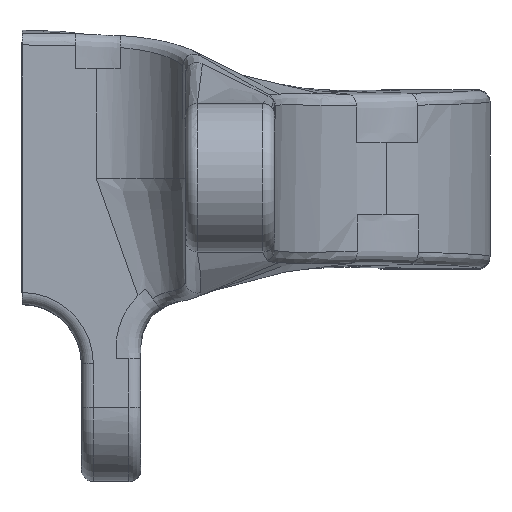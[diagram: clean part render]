
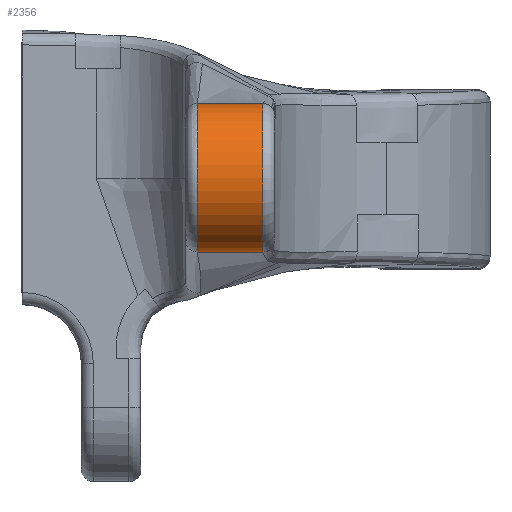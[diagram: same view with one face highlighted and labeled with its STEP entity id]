
A CAD part, top view. The second image highlights one B-rep face of the part: STEP entity #2356.
In plain terms, the highlighted cylindrical face has radius 25 mm (diameter 50 mm), a partial arc.
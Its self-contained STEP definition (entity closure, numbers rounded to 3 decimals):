
#728 = EDGE_LOOP ( 'NONE', ( #5971, #12943, #9317, #14142 ) ) ;
#799 = DIRECTION ( 'NONE',  ( -1., 0., 0. ) ) ;
#1526 = CARTESIAN_POINT ( 'NONE',  ( 73.666, -25., 0. ) ) ;
#2252 = AXIS2_PLACEMENT_3D ( 'NONE', #13025, #5002, #14323 ) ;
#2356 = ADVANCED_FACE ( 'NONE', ( #13963 ), #17143, .T. ) ;
#2674 = DIRECTION ( 'NONE',  ( 0., 0., -1. ) ) ;
#3064 = CARTESIAN_POINT ( 'NONE',  ( 58.999, -25., 0. ) ) ;
#4018 = EDGE_CURVE ( 'NONE', #10994, #14543, #4095, .T. ) ;
#4095 = CIRCLE ( 'NONE', #2252, 25. ) ;
#4138 = CARTESIAN_POINT ( 'NONE',  ( 66.332, -25., 0. ) ) ;
#4364 = CARTESIAN_POINT ( 'NONE',  ( 81., -25., 0. ) ) ;
#4681 = EDGE_CURVE ( 'NONE', #14543, #10649, #15643, .T. ) ;
#5002 = DIRECTION ( 'NONE',  ( -1., 0., 0. ) ) ;
#5793 = DIRECTION ( 'NONE',  ( 0., 0., -1. ) ) ;
#5971 = ORIENTED_EDGE ( 'NONE', *, *, #16416, .T. ) ;
#6022 = CARTESIAN_POINT ( 'NONE',  ( 70., 25., 0. ) ) ;
#6970 = DIRECTION ( 'NONE',  ( 1., 0., 0. ) ) ;
#7222 = VECTOR ( 'NONE', #799, 1000. ) ;
#8083 = CARTESIAN_POINT ( 'NONE',  ( 0., 0., 0. ) ) ;
#8571 = CARTESIAN_POINT ( 'NONE',  ( 59., 25., 0. ) ) ;
#9317 = ORIENTED_EDGE ( 'NONE', *, *, #4681, .T. ) ;
#10649 = VERTEX_POINT ( 'NONE', #8571 ) ;
#10711 = DIRECTION ( 'NONE',  ( 1., 0., 0. ) ) ;
#10965 = CIRCLE ( 'NONE', #16173, 25. ) ;
#10981 = CARTESIAN_POINT ( 'NONE',  ( 58.999, -25., 0. ) ) ;
#10994 = VERTEX_POINT ( 'NONE', #11656 ) ;
#11178 = CARTESIAN_POINT ( 'NONE',  ( 81., 25., 0. ) ) ;
#11656 = CARTESIAN_POINT ( 'NONE',  ( 81., -25., 0. ) ) ;
#12068 = VERTEX_POINT ( 'NONE', #3064 ) ;
#12577 = AXIS2_PLACEMENT_3D ( 'NONE', #8083, #10711, #2674 ) ;
#12943 = ORIENTED_EDGE ( 'NONE', *, *, #4018, .T. ) ;
#13025 = CARTESIAN_POINT ( 'NONE',  ( 81., 0., 0. ) ) ;
#13651 = CARTESIAN_POINT ( 'NONE',  ( 59., 0., 0. ) ) ;
#13963 = FACE_OUTER_BOUND ( 'NONE', #728, .T. ) ;
#14142 = ORIENTED_EDGE ( 'NONE', *, *, #17342, .T. ) ;
#14323 = DIRECTION ( 'NONE',  ( 0., 0., -1. ) ) ;
#14543 = VERTEX_POINT ( 'NONE', #11178 ) ;
#15496 = B_SPLINE_CURVE_WITH_KNOTS ( 'NONE', 3,
 ( #10981, #4138, #1526, #4364 ),
 .UNSPECIFIED., .F., .F.,
 ( 4, 4 ),
 ( 0.133, 0.867 ),
 .UNSPECIFIED. ) ;
#15643 = LINE ( 'NONE', #6022, #7222 ) ;
#16173 = AXIS2_PLACEMENT_3D ( 'NONE', #13651, #6970, #5793 ) ;
#16416 = EDGE_CURVE ( 'NONE', #12068, #10994, #15496, .T. ) ;
#17143 = CYLINDRICAL_SURFACE ( 'NONE', #12577, 25. ) ;
#17342 = EDGE_CURVE ( 'NONE', #10649, #12068, #10965, .T. ) ;
